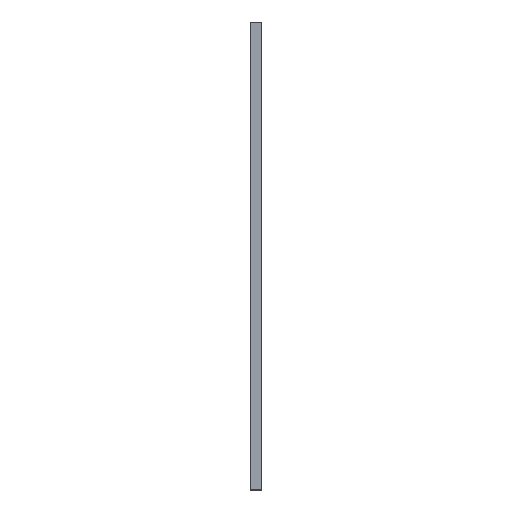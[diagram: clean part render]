
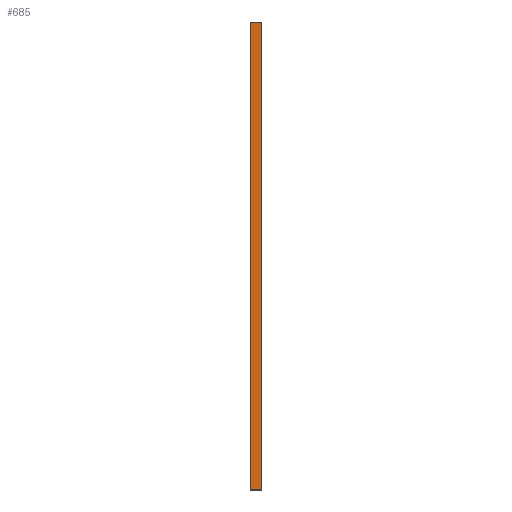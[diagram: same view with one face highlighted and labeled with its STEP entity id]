
A CAD part, left-side view. The second image highlights one B-rep face of the part: STEP entity #685.
In plain terms, the highlighted planar face has unit normal (-1, 0, 0).
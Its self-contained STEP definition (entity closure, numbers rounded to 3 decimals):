
#12 = FACE_OUTER_BOUND ( 'NONE', #621, .T. ) ;
#24 = DIRECTION ( 'NONE',  ( 0., 0., 1. ) ) ;
#45 = ORIENTED_EDGE ( 'NONE', *, *, #658, .T. ) ;
#96 = CARTESIAN_POINT ( 'NONE',  ( -100., 5., -100. ) ) ;
#110 = EDGE_CURVE ( 'NONE', #189, #571, #354, .T. ) ;
#126 = DIRECTION ( 'NONE',  ( 0., 0., 1. ) ) ;
#142 = DIRECTION ( 'NONE',  ( 1., 0., 0. ) ) ;
#145 = LINE ( 'NONE', #96, #755 ) ;
#189 = VERTEX_POINT ( 'NONE', #491 ) ;
#208 = CARTESIAN_POINT ( 'NONE',  ( -100., 5., -100. ) ) ;
#293 = DIRECTION ( 'NONE',  ( 0., 0., -1. ) ) ;
#308 = VECTOR ( 'NONE', #561, 1000. ) ;
#354 = LINE ( 'NONE', #541, #421 ) ;
#421 = VECTOR ( 'NONE', #126, 1000. ) ;
#463 = CARTESIAN_POINT ( 'NONE',  ( -100., 5., -100. ) ) ;
#480 = LINE ( 'NONE', #757, #308 ) ;
#483 = CARTESIAN_POINT ( 'NONE',  ( -100., 5., -100. ) ) ;
#491 = CARTESIAN_POINT ( 'NONE',  ( -100., 0., -100. ) ) ;
#492 = EDGE_CURVE ( 'NONE', #545, #584, #145, .T. ) ;
#493 = DIRECTION ( 'NONE',  ( 0., -1., 0. ) ) ;
#495 = PLANE ( 'NONE',  #654 ) ;
#541 = CARTESIAN_POINT ( 'NONE',  ( -100., 0., -100. ) ) ;
#542 = CARTESIAN_POINT ( 'NONE',  ( -100., 0., 100. ) ) ;
#545 = VERTEX_POINT ( 'NONE', #463 ) ;
#561 = DIRECTION ( 'NONE',  ( 0., -1., 0. ) ) ;
#571 = VERTEX_POINT ( 'NONE', #542 ) ;
#584 = VERTEX_POINT ( 'NONE', #673 ) ;
#621 = EDGE_LOOP ( 'NONE', ( #659, #691, #835, #45 ) ) ;
#650 = EDGE_CURVE ( 'NONE', #584, #571, #480, .T. ) ;
#654 = AXIS2_PLACEMENT_3D ( 'NONE', #483, #142, #293 ) ;
#658 = EDGE_CURVE ( 'NONE', #545, #189, #838, .T. ) ;
#659 = ORIENTED_EDGE ( 'NONE', *, *, #110, .T. ) ;
#673 = CARTESIAN_POINT ( 'NONE',  ( -100., 5., 100. ) ) ;
#685 = ADVANCED_FACE ( 'NONE', ( #12 ), #495, .F. ) ;
#691 = ORIENTED_EDGE ( 'NONE', *, *, #650, .F. ) ;
#755 = VECTOR ( 'NONE', #24, 1000. ) ;
#757 = CARTESIAN_POINT ( 'NONE',  ( -100., 5., 100. ) ) ;
#835 = ORIENTED_EDGE ( 'NONE', *, *, #492, .F. ) ;
#838 = LINE ( 'NONE', #208, #889 ) ;
#889 = VECTOR ( 'NONE', #493, 1000. ) ;
